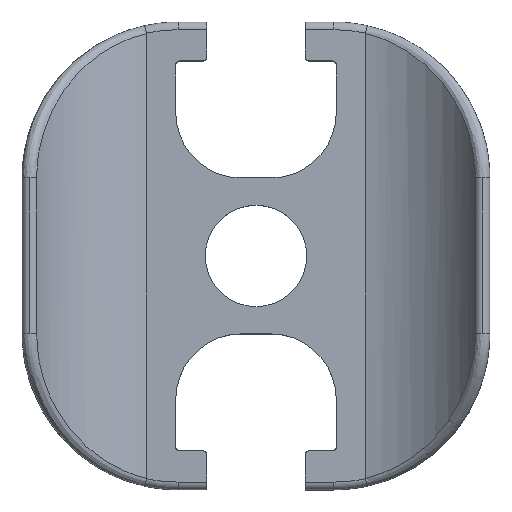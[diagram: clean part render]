
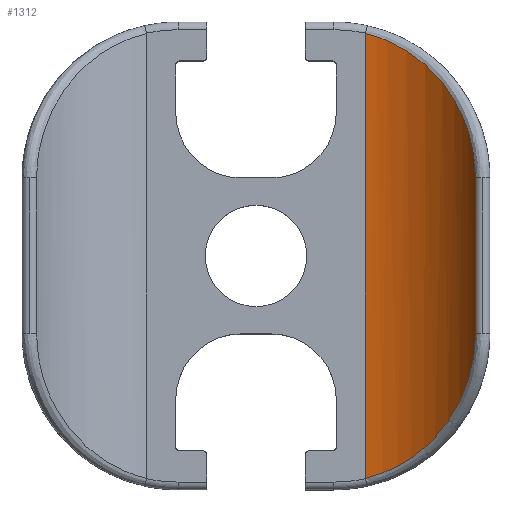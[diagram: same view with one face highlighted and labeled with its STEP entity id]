
A CAD part, top view. The second image highlights one B-rep face of the part: STEP entity #1312.
In plain terms, the highlighted cylindrical face has radius 10.2 mm (diameter 20.4 mm), a partial arc.
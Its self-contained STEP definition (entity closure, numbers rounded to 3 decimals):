
#435 = DIRECTION ( 'NONE',  ( 0., 0., 1. ) ) ;
#436 = DIRECTION ( 'NONE',  ( 0., 1., 0. ) ) ;
#439 = CARTESIAN_POINT ( 'NONE',  ( -584.461, 968.324, 15. ) ) ;
#547 = CARTESIAN_POINT ( 'NONE',  ( -582.451, 997.587, 5. ) ) ;
#551 = CARTESIAN_POINT ( 'NONE',  ( -582.451, 969.061, 5. ) ) ;
#672 = CARTESIAN_POINT ( 'NONE',  ( -575.405, 978.324, 10.307 ) ) ;
#678 = CARTESIAN_POINT ( 'NONE',  ( -575.405, 988.324, 10.307 ) ) ;
#770 = CARTESIAN_POINT ( 'NONE',  ( -575.405, 988.324, 10.307 ) ) ;
#771 = CARTESIAN_POINT ( 'NONE',  ( -575.405, 988.905, 10.307 ) ) ;
#776 = CARTESIAN_POINT ( 'NONE',  ( -575.455, 989.465, 10.207 ) ) ;
#777 = CARTESIAN_POINT ( 'NONE',  ( -575.642, 990.555, 9.871 ) ) ;
#778 = CARTESIAN_POINT ( 'NONE',  ( -575.775, 991.064, 9.643 ) ) ;
#779 = CARTESIAN_POINT ( 'NONE',  ( -576.109, 992.033, 9.137 ) ) ;
#780 = CARTESIAN_POINT ( 'NONE',  ( -576.311, 992.497, 8.855 ) ) ;
#781 = CARTESIAN_POINT ( 'NONE',  ( -576.774, 993.372, 8.285 ) ) ;
#782 = CARTESIAN_POINT ( 'NONE',  ( -577.035, 993.785, 7.995 ) ) ;
#783 = CARTESIAN_POINT ( 'NONE',  ( -577.622, 994.571, 7.422 ) ) ;
#784 = CARTESIAN_POINT ( 'NONE',  ( -577.947, 994.945, 7.137 ) ) ;
#785 = CARTESIAN_POINT ( 'NONE',  ( -578.674, 995.65, 6.588 ) ) ;
#786 = CARTESIAN_POINT ( 'NONE',  ( -579.067, 995.974, 6.329 ) ) ;
#787 = CARTESIAN_POINT ( 'NONE',  ( -579.706, 996.414, 5.972 ) ) ;
#788 = CARTESIAN_POINT ( 'NONE',  ( -579.928, 996.553, 5.859 ) ) ;
#789 = CARTESIAN_POINT ( 'NONE',  ( -580.39, 996.815, 5.644 ) ) ;
#790 = CARTESIAN_POINT ( 'NONE',  ( -580.632, 996.938, 5.542 ) ) ;
#791 = CARTESIAN_POINT ( 'NONE',  ( -581.376, 997.274, 5.263 ) ) ;
#792 = CARTESIAN_POINT ( 'NONE',  ( -581.899, 997.456, 5.111 ) ) ;
#793 = CARTESIAN_POINT ( 'NONE',  ( -582.451, 997.587, 5. ) ) ;
#991 = EDGE_CURVE ( 'NONE', #1786, #1792, #2937, .T. ) ;
#1155 = CARTESIAN_POINT ( 'NONE',  ( -575.405, 968.324, 10.307 ) ) ;
#1156 = DIRECTION ( 'NONE',  ( 0., 1., 0. ) ) ;
#1312 = ADVANCED_FACE ( 'NONE', ( #3646 ), #3644, .F. ) ;
#1514 = AXIS2_PLACEMENT_3D ( 'NONE', #439, #436, #435 ) ;
#1617 = VERTEX_POINT ( 'NONE', #547 ) ;
#1621 = VERTEX_POINT ( 'NONE', #551 ) ;
#1786 = VERTEX_POINT ( 'NONE', #672 ) ;
#1792 = VERTEX_POINT ( 'NONE', #678 ) ;
#2510 = EDGE_LOOP ( 'NONE', ( #3187, #3188, #3220, #3103 ) ) ;
#2935 = VECTOR ( 'NONE', #1156, 1000. ) ;
#2937 = LINE ( 'NONE', #1155, #2935 ) ;
#3103 = ORIENTED_EDGE ( 'NONE', *, *, #4350, .T. ) ;
#3187 = ORIENTED_EDGE ( 'NONE', *, *, #991, .T. ) ;
#3188 = ORIENTED_EDGE ( 'NONE', *, *, #4308, .T. ) ;
#3220 = ORIENTED_EDGE ( 'NONE', *, *, #4386, .F. ) ;
#3492 = VECTOR ( 'NONE', #4260, 1000. ) ;
#3495 = LINE ( 'NONE', #4259, #3492 ) ;
#3644 = CYLINDRICAL_SURFACE ( 'NONE', #1514, 10.2 ) ;
#3646 = FACE_OUTER_BOUND ( 'NONE', #2510, .T. ) ;
#4033 = B_SPLINE_CURVE_WITH_KNOTS ( 'NONE', 3,
 ( #770, #771, #776, #777, #778, #779, #780, #781, #782, #783, #784, #785, #786, #787, #788, #789, #790, #791, #792, #793 ),
 .UNSPECIFIED., .F., .F.,
 ( 4, 2, 2, 2, 2, 2, 2, 2, 2, 4 ),
 ( 0., 0.002, 0.003, 0.005, 0.007, 0.009, 0.01, 0.011, 0.012, 0.014 ),
 .UNSPECIFIED. ) ;
#4035 = B_SPLINE_CURVE_WITH_KNOTS ( 'NONE', 3,
 ( #4111, #4100, #4115, #4116, #4117, #4118, #4119, #4120, #4121, #4122, #4123, #4124, #4125, #4126, #4127, #4128, #4129, #4130, #4131, #4132 ),
 .UNSPECIFIED., .F., .F.,
 ( 4, 2, 2, 2, 2, 2, 2, 2, 2, 4 ),
 ( 0., 0.002, 0.003, 0.003, 0.005, 0.007, 0.009, 0.01, 0.012, 0.014 ),
 .UNSPECIFIED. ) ;
#4100 = CARTESIAN_POINT ( 'NONE',  ( -581.899, 969.193, 5.111 ) ) ;
#4111 = CARTESIAN_POINT ( 'NONE',  ( -582.451, 969.061, 5. ) ) ;
#4115 = CARTESIAN_POINT ( 'NONE',  ( -581.376, 969.374, 5.263 ) ) ;
#4116 = CARTESIAN_POINT ( 'NONE',  ( -580.632, 969.711, 5.542 ) ) ;
#4117 = CARTESIAN_POINT ( 'NONE',  ( -580.39, 969.834, 5.644 ) ) ;
#4118 = CARTESIAN_POINT ( 'NONE',  ( -579.928, 970.095, 5.859 ) ) ;
#4119 = CARTESIAN_POINT ( 'NONE',  ( -579.706, 970.234, 5.972 ) ) ;
#4120 = CARTESIAN_POINT ( 'NONE',  ( -579.067, 970.674, 6.329 ) ) ;
#4121 = CARTESIAN_POINT ( 'NONE',  ( -578.674, 970.998, 6.588 ) ) ;
#4122 = CARTESIAN_POINT ( 'NONE',  ( -577.947, 971.704, 7.137 ) ) ;
#4123 = CARTESIAN_POINT ( 'NONE',  ( -577.622, 972.077, 7.422 ) ) ;
#4124 = CARTESIAN_POINT ( 'NONE',  ( -577.035, 972.864, 7.995 ) ) ;
#4125 = CARTESIAN_POINT ( 'NONE',  ( -576.774, 973.277, 8.285 ) ) ;
#4126 = CARTESIAN_POINT ( 'NONE',  ( -576.311, 974.152, 8.855 ) ) ;
#4127 = CARTESIAN_POINT ( 'NONE',  ( -576.109, 974.616, 9.137 ) ) ;
#4128 = CARTESIAN_POINT ( 'NONE',  ( -575.775, 975.585, 9.643 ) ) ;
#4129 = CARTESIAN_POINT ( 'NONE',  ( -575.642, 976.094, 9.871 ) ) ;
#4130 = CARTESIAN_POINT ( 'NONE',  ( -575.455, 977.184, 10.207 ) ) ;
#4131 = CARTESIAN_POINT ( 'NONE',  ( -575.405, 977.744, 10.307 ) ) ;
#4132 = CARTESIAN_POINT ( 'NONE',  ( -575.405, 978.324, 10.307 ) ) ;
#4259 = CARTESIAN_POINT ( 'NONE',  ( -582.451, 968.324, 5. ) ) ;
#4260 = DIRECTION ( 'NONE',  ( 0., 1., 0. ) ) ;
#4308 = EDGE_CURVE ( 'NONE', #1792, #1617, #4033, .T. ) ;
#4350 = EDGE_CURVE ( 'NONE', #1621, #1786, #4035, .T. ) ;
#4386 = EDGE_CURVE ( 'NONE', #1621, #1617, #3495, .T. ) ;
